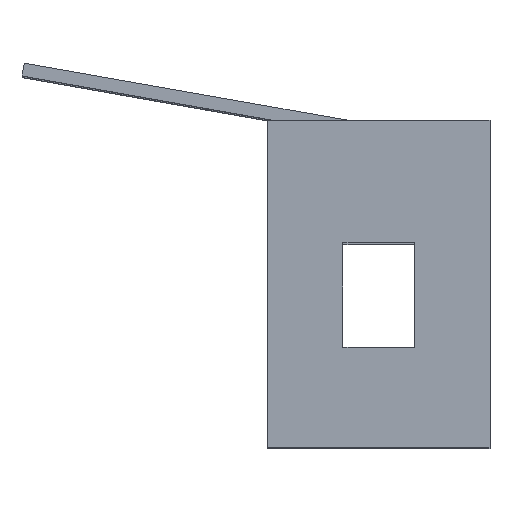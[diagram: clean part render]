
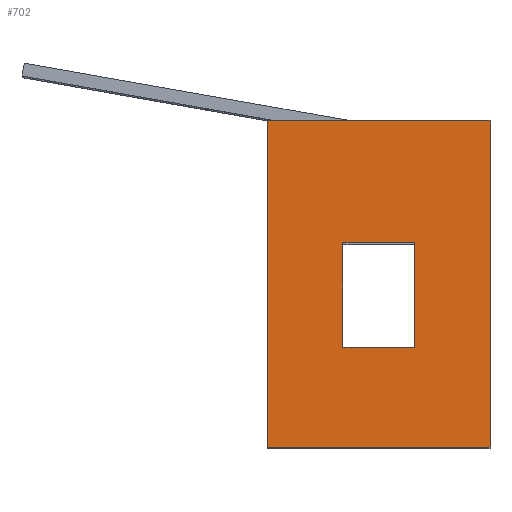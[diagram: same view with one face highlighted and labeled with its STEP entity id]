
A CAD part, top view. The second image highlights one B-rep face of the part: STEP entity #702.
In plain terms, the highlighted planar face has unit normal (0, 0, 1).
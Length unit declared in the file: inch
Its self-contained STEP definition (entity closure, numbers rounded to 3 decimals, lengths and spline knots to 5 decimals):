
#18=FACE_BOUND('',#90,.T.);
#52=FACE_OUTER_BOUND('',#89,.T.);
#89=EDGE_LOOP('',(#627,#628,#629,#630));
#90=EDGE_LOOP('',(#631,#632,#633,#634));
#136=LINE('',#999,#232);
#172=LINE('',#1071,#268);
#177=LINE('',#1081,#273);
#179=LINE('',#1085,#275);
#181=LINE('',#1089,#277);
#183=LINE('',#1092,#279);
#185=LINE('',#1096,#281);
#186=LINE('',#1098,#282);
#232=VECTOR('',#810,0.136);
#268=VECTOR('',#872,0.2);
#273=VECTOR('',#883,0.044);
#275=VECTOR('',#887,0.064);
#277=VECTOR('',#891,0.044);
#279=VECTOR('',#895,0.064);
#281=VECTOR('',#899,0.2);
#282=VECTOR('',#902,0.136);
#317=VERTEX_POINT('',#996);
#318=VERTEX_POINT('',#998);
#341=VERTEX_POINT('',#1070);
#342=VERTEX_POINT('',#1078);
#343=VERTEX_POINT('',#1080);
#344=VERTEX_POINT('',#1084);
#345=VERTEX_POINT('',#1088);
#346=VERTEX_POINT('',#1094);
#392=EDGE_CURVE('',#318,#317,#136,.T.);
#428=EDGE_CURVE('',#341,#318,#172,.T.);
#433=EDGE_CURVE('',#343,#342,#177,.T.);
#435=EDGE_CURVE('',#344,#343,#179,.T.);
#437=EDGE_CURVE('',#345,#344,#181,.T.);
#439=EDGE_CURVE('',#342,#345,#183,.T.);
#441=EDGE_CURVE('',#317,#346,#185,.T.);
#442=EDGE_CURVE('',#346,#341,#186,.T.);
#627=ORIENTED_EDGE('',*,*,#392,.T.);
#628=ORIENTED_EDGE('',*,*,#441,.T.);
#629=ORIENTED_EDGE('',*,*,#442,.T.);
#630=ORIENTED_EDGE('',*,*,#428,.T.);
#631=ORIENTED_EDGE('',*,*,#433,.T.);
#632=ORIENTED_EDGE('',*,*,#439,.T.);
#633=ORIENTED_EDGE('',*,*,#437,.T.);
#634=ORIENTED_EDGE('',*,*,#435,.T.);
#668=PLANE('',#738);
#702=ADVANCED_FACE('',(#52,#18),#668,.T.);
#738=AXIS2_PLACEMENT_3D('',#1099,#903,#904);
#810=DIRECTION('',(-1.,0.,0.));
#872=DIRECTION('',(0.,1.,0.));
#883=DIRECTION('',(-1.,0.,0.));
#887=DIRECTION('',(0.,-1.,0.));
#891=DIRECTION('',(1.,0.,0.));
#895=DIRECTION('',(0.,1.,0.));
#899=DIRECTION('',(0.,-1.,0.));
#902=DIRECTION('',(1.,0.,0.));
#903=DIRECTION('center_axis',(0.,0.,
1.));
#904=DIRECTION('ref_axis',(1.,0.,0.));
#996=CARTESIAN_POINT('',(-0.3255,0.321,0.314));
#998=CARTESIAN_POINT('',(-0.1895,0.321,0.314));
#999=CARTESIAN_POINT('',(-0.1895,0.321,0.314));
#1070=CARTESIAN_POINT('',(-0.1895,0.121,0.314));
#1071=CARTESIAN_POINT('',(-0.1895,0.121,0.314));
#1078=CARTESIAN_POINT('',(-0.2795,0.182,0.314));
#1080=CARTESIAN_POINT('',(-0.2355,0.182,0.314));
#1081=CARTESIAN_POINT('',(-0.2685,0.182,0.314));
#1084=CARTESIAN_POINT('',(-0.2355,0.246,0.314));
#1085=CARTESIAN_POINT('',(-0.2355,0.2015,0.314));
#1088=CARTESIAN_POINT('',(-0.2795,0.246,0.314));
#1089=CARTESIAN_POINT('',(-0.2465,0.246,0.314));
#1092=CARTESIAN_POINT('',(-0.2795,0.2335,0.314));
#1094=CARTESIAN_POINT('',(-0.3255,0.121,0.314));
#1096=CARTESIAN_POINT('',(-0.3255,0.321,0.314));
#1098=CARTESIAN_POINT('',(-0.3255,0.121,0.314));
#1099=CARTESIAN_POINT('Origin',(-0.2575,0.221,0.314));
